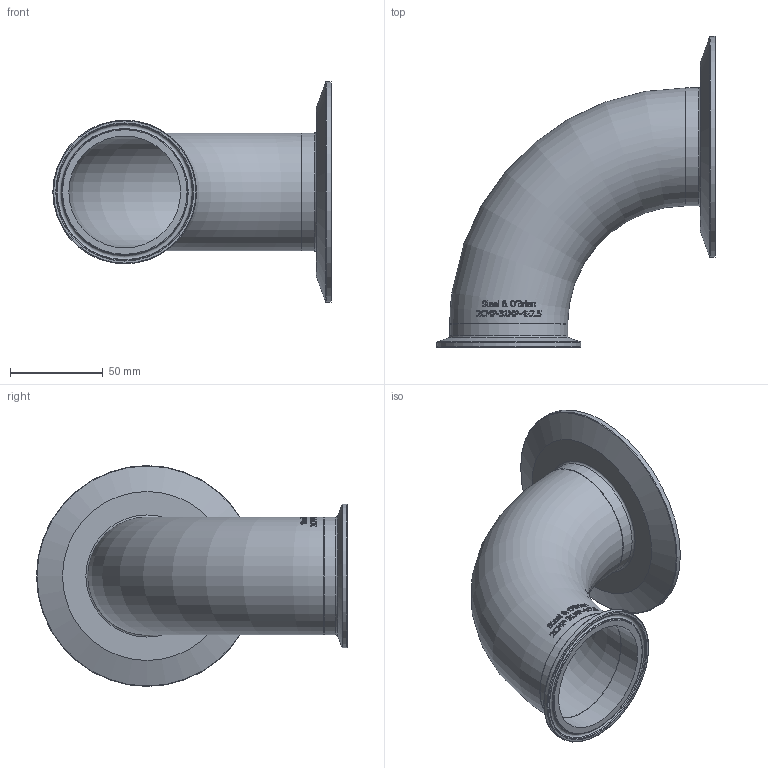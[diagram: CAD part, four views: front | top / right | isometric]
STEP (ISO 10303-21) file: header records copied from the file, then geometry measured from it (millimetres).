
FILE_DESCRIPTION(/* description */ (''),/* implementation_level */ '2;1');
FILE_NAME(/* name */ '2CMP-31MP-4X2.5.stp',/* time_stamp */ '2022-02-22T17:34:34-05:00',/* author */ ('rick'),/* organization */ (''),/* preprocessor_version */ 'ST-DEVELOPER v18.1',/* originating_system */ 'Autodesk Inventor 2020',/* authorisation */ '');
FILE_SCHEMA (('AUTOMOTIVE_DESIGN { 1 0 10303 214 3 1 1 }'));
Length unit declared in the file: inch
Products named in the file (1): 2CMP-31MP-4X2.5
Bounding box: 149.82 x 167.41 x 118.92 mm (x, y, z)
Volume: 97741.2 mm3; surface area: 88128 mm2
Topology: 1 solids, 1 shells, 487 faces, 1354 edges, 916 vertices
Faces by surface type: plane 210, bspline 206, torus 58, cone 7, cylinder 6
Full cylindrical faces by diameter (mm): 60.198 x2, 63.5 x2, 77.394 x1, 118.923 x1
Entity records: 20237 total; most frequent: CARTESIAN_POINT 9703, ORIENTED_EDGE 2708, EDGE_CURVE 1354, DIRECTION 1224, VERTEX_POINT 916, B_SPLINE_CURVE_WITH_KNOTS 814, EDGE_LOOP 536, FACE_OUTER_BOUND 487
